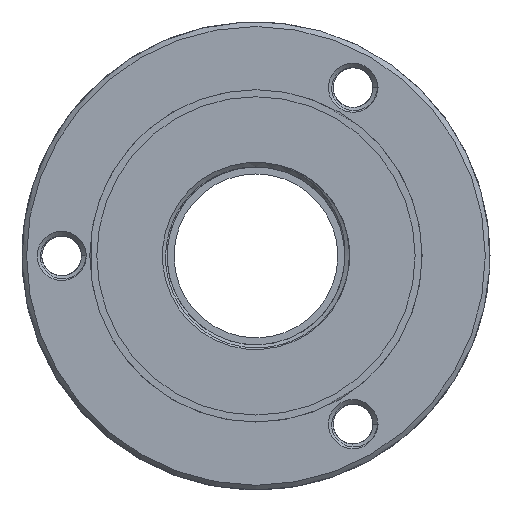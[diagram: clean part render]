
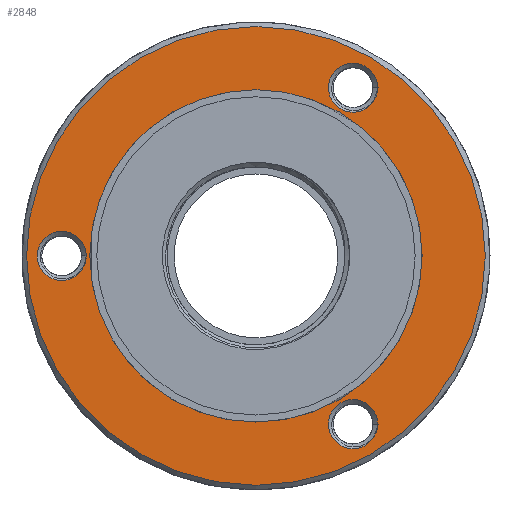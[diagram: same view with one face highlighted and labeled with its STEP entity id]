
A CAD part, left-side view. The second image highlights one B-rep face of the part: STEP entity #2848.
In plain terms, the highlighted planar face has unit normal (-1, 0, 0).
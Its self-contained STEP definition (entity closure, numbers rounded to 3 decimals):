
#258 = CARTESIAN_POINT ( 'NONE',  ( 8., 0., 0. ) ) ;
#489 = CIRCLE ( 'NONE', #24613, 1.05 ) ;
#850 = DIRECTION ( 'NONE',  ( 1., 0., 0. ) ) ;
#1019 = CIRCLE ( 'NONE', #17640, 1.05 ) ;
#1550 = ORIENTED_EDGE ( 'NONE', *, *, #15806, .F. ) ;
#1924 = DIRECTION ( 'NONE',  ( 0., 0., -1. ) ) ;
#2136 = FACE_BOUND ( 'NONE', #7233, .T. ) ;
#2848 = ADVANCED_FACE ( 'NONE', ( #6442, #14433, #4084, #23898, #2136 ), #10099, .F. ) ;
#3149 = EDGE_LOOP ( 'NONE', ( #4616 ) ) ;
#3160 = CARTESIAN_POINT ( 'NONE',  ( 8., -4.15, 6.138 ) ) ;
#3867 = CARTESIAN_POINT ( 'NONE',  ( 8., 8.3, 0. ) ) ;
#4084 = FACE_BOUND ( 'NONE', #8710, .T. ) ;
#4426 = EDGE_LOOP ( 'NONE', ( #13596 ) ) ;
#4616 = ORIENTED_EDGE ( 'NONE', *, *, #5145, .T. ) ;
#4903 = ORIENTED_EDGE ( 'NONE', *, *, #14224, .T. ) ;
#5118 = CARTESIAN_POINT ( 'NONE',  ( 8., -4.15, -8.238 ) ) ;
#5145 = EDGE_CURVE ( 'NONE', #14800, #14800, #489, .T. ) ;
#5801 = DIRECTION ( 'NONE',  ( 0., 0., 1. ) ) ;
#6058 = DIRECTION ( 'NONE',  ( 1., 0., 0. ) ) ;
#6178 = DIRECTION ( 'NONE',  ( 0., 0., -1. ) ) ;
#6310 = AXIS2_PLACEMENT_3D ( 'NONE', #23900, #6058, #14035 ) ;
#6442 = FACE_OUTER_BOUND ( 'NONE', #4426, .T. ) ;
#6835 = DIRECTION ( 'NONE',  ( 0., 0., -1. ) ) ;
#7205 = CARTESIAN_POINT ( 'NONE',  ( 8., 0., -9.8 ) ) ;
#7233 = EDGE_LOOP ( 'NONE', ( #1550 ) ) ;
#8141 = DIRECTION ( 'NONE',  ( 1., 0., 0. ) ) ;
#8710 = EDGE_LOOP ( 'NONE', ( #4903 ) ) ;
#9573 = EDGE_CURVE ( 'NONE', #11236, #11236, #15821, .T. ) ;
#10099 = PLANE ( 'NONE',  #11907 ) ;
#10993 = VERTEX_POINT ( 'NONE', #3160 ) ;
#11236 = VERTEX_POINT ( 'NONE', #7205 ) ;
#11847 = DIRECTION ( 'NONE',  ( 1., 0., 0. ) ) ;
#11907 = AXIS2_PLACEMENT_3D ( 'NONE', #18051, #8141, #6178 ) ;
#12542 = EDGE_CURVE ( 'NONE', #20912, #20912, #19636, .T. ) ;
#13596 = ORIENTED_EDGE ( 'NONE', *, *, #9573, .T. ) ;
#13958 = CIRCLE ( 'NONE', #17284, 7.1 ) ;
#14035 = DIRECTION ( 'NONE',  ( 0., 0., -1. ) ) ;
#14224 = EDGE_CURVE ( 'NONE', #10993, #10993, #1019, .T. ) ;
#14433 = FACE_BOUND ( 'NONE', #22299, .T. ) ;
#14597 = AXIS2_PLACEMENT_3D ( 'NONE', #258, #22160, #24080 ) ;
#14800 = VERTEX_POINT ( 'NONE', #15041 ) ;
#15041 = CARTESIAN_POINT ( 'NONE',  ( 8., 8.3, -1.05 ) ) ;
#15210 = DIRECTION ( 'NONE',  ( -1., 0., 0. ) ) ;
#15467 = CARTESIAN_POINT ( 'NONE',  ( 8., 0., 0. ) ) ;
#15806 = EDGE_CURVE ( 'NONE', #18673, #18673, #13958, .T. ) ;
#15821 = CIRCLE ( 'NONE', #14597, 9.8 ) ;
#17284 = AXIS2_PLACEMENT_3D ( 'NONE', #15467, #15210, #5801 ) ;
#17640 = AXIS2_PLACEMENT_3D ( 'NONE', #21059, #850, #6835 ) ;
#18051 = CARTESIAN_POINT ( 'NONE',  ( 8., 10., 0. ) ) ;
#18673 = VERTEX_POINT ( 'NONE', #19061 ) ;
#19061 = CARTESIAN_POINT ( 'NONE',  ( 8., 0., 7.1 ) ) ;
#19636 = CIRCLE ( 'NONE', #6310, 1.05 ) ;
#20912 = VERTEX_POINT ( 'NONE', #5118 ) ;
#21059 = CARTESIAN_POINT ( 'NONE',  ( 8., -4.15, 7.188 ) ) ;
#21507 = ORIENTED_EDGE ( 'NONE', *, *, #12542, .T. ) ;
#22160 = DIRECTION ( 'NONE',  ( -1., 0., 0. ) ) ;
#22299 = EDGE_LOOP ( 'NONE', ( #21507 ) ) ;
#23898 = FACE_BOUND ( 'NONE', #3149, .T. ) ;
#23900 = CARTESIAN_POINT ( 'NONE',  ( 8., -4.15, -7.188 ) ) ;
#24080 = DIRECTION ( 'NONE',  ( 0., 0., -1. ) ) ;
#24613 = AXIS2_PLACEMENT_3D ( 'NONE', #3867, #11847, #1924 ) ;
